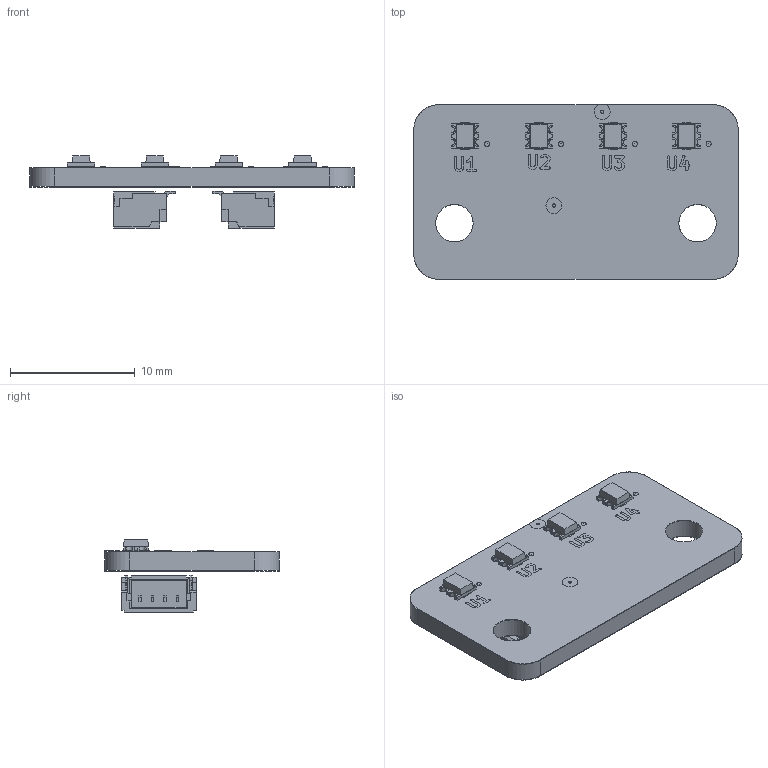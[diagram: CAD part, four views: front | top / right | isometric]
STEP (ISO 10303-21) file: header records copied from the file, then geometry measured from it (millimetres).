
FILE_DESCRIPTION(('KiCad electronic assembly'),'2;1');
FILE_NAME('button-lights.step','2025-09-03T14:01:10',('Pcbnew'),('Kicad' ),'Open CASCADE STEP processor 7.8','KiCad to STEP converter', 'Unknown');
FILE_SCHEMA(('AUTOMOTIVE_DESIGN { 1 0 10303 214 1 1 1 1 }'));
Length unit declared in the file: millimetre
Products named in the file (6): button-lights 1; WS2812-2020; SM04B-SRSS-TB; button-lights_silkscreen; button-lights_soldermask; button-lights_PCB
Assembly tree (9 placements, depth 2):
  button-lights 1
    WS2812-2020  x4
    SM04B-SRSS-TB  x2
    button-lights_silkscreen
    button-lights_soldermask
    button-lights_PCB
Bounding box: 26 x 14 x 5.79 mm (x, y, z)
Volume: 614.4 mm3; surface area: 2017 mm2
Topology: 19 solids, 58 shells, 781 faces, 2498 edges, 1804 vertices
Faces by surface type: plane 651, cylinder 130
Full cylindrical faces by diameter (mm): 3 x2
Entity records: 15010 total; most frequent: CARTESIAN_POINT 2711, DIRECTION 2275, ORIENTED_EDGE 2172, EDGE_CURVE 1320, LINE 1079, VECTOR 1079, VERTEX_POINT 1030, AXIS2_PLACEMENT_3D 598
